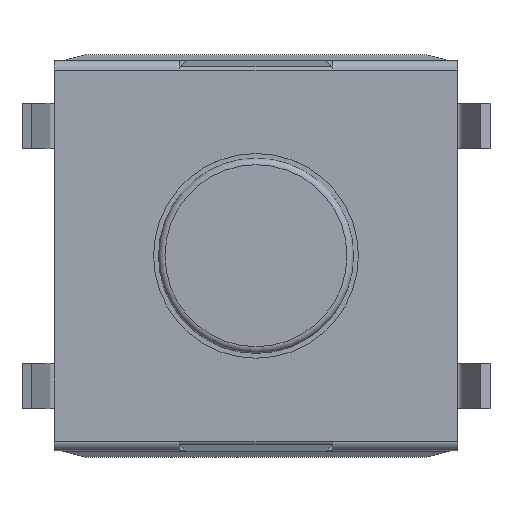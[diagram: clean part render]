
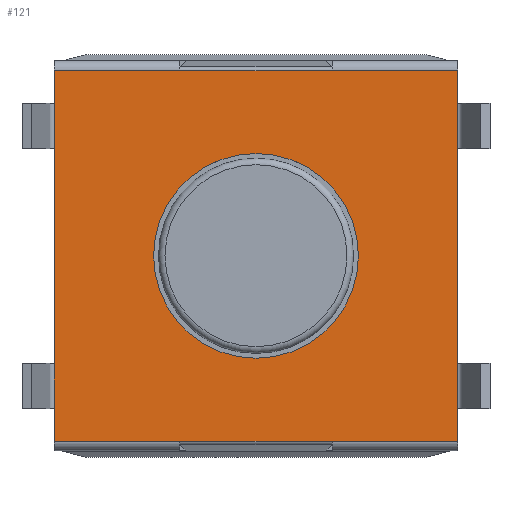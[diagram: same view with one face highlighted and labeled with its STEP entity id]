
A CAD part, top view. The second image highlights one B-rep face of the part: STEP entity #121.
In plain terms, the highlighted planar face has unit normal (0, 0, 1).
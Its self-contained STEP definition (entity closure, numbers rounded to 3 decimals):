
#121 = ADVANCED_FACE( '', ( #261, #262 ), #263, .F. );
#261 = FACE_BOUND( '', #471, .T. );
#262 = FACE_OUTER_BOUND( '', #472, .T. );
#263 = PLANE( '', #473 );
#471 = EDGE_LOOP( '', ( #877 ) );
#472 = EDGE_LOOP( '', ( #878, #879, #880, #881, #882, #883, #884, #885 ) );
#473 = AXIS2_PLACEMENT_3D( '', #886, #887, #888 );
#877 = ORIENTED_EDGE( '', *, *, #1520, .T. );
#878 = ORIENTED_EDGE( '', *, *, #1474, .T. );
#879 = ORIENTED_EDGE( '', *, *, #1521, .T. );
#880 = ORIENTED_EDGE( '', *, *, #1518, .F. );
#881 = ORIENTED_EDGE( '', *, *, #1522, .F. );
#882 = ORIENTED_EDGE( '', *, *, #1523, .F. );
#883 = ORIENTED_EDGE( '', *, *, #1524, .T. );
#884 = ORIENTED_EDGE( '', *, *, #1525, .T. );
#885 = ORIENTED_EDGE( '', *, *, #1438, .T. );
#886 = CARTESIAN_POINT( '', ( -3.1, -2.85, 2. ) );
#887 = DIRECTION( '', ( 0., 0., -1. ) );
#888 = DIRECTION( '', ( -1., 0., 0. ) );
#1438 = EDGE_CURVE( '', #1859, #1857, #1860, .T. );
#1474 = EDGE_CURVE( '', #1857, #1921, #1923, .T. );
#1518 = EDGE_CURVE( '', #1975, #1989, #1992, .F. );
#1520 = EDGE_CURVE( '', #1994, #1994, #1995, .T. );
#1521 = EDGE_CURVE( '', #1921, #1989, #1996, .T. );
#1522 = EDGE_CURVE( '', #1997, #1975, #1998, .F. );
#1523 = EDGE_CURVE( '', #1999, #1997, #2000, .T. );
#1524 = EDGE_CURVE( '', #1999, #2001, #2002, .T. );
#1525 = EDGE_CURVE( '', #2001, #1859, #2003, .T. );
#1857 = VERTEX_POINT( '', #3086 );
#1859 = VERTEX_POINT( '', #3088 );
#1860 = LINE( '', #3089, #3090 );
#1921 = VERTEX_POINT( '', #3180 );
#1923 = LINE( '', #3182, #3183 );
#1975 = VERTEX_POINT( '', #3261 );
#1989 = VERTEX_POINT( '', #3279 );
#1992 = LINE( '', #3284, #3285 );
#1994 = VERTEX_POINT( '', #3287 );
#1995 = CIRCLE( '', #3288, 1.575 );
#1996 = LINE( '', #3289, #3290 );
#1997 = VERTEX_POINT( '', #3291 );
#1998 = LINE( '', #3292, #3293 );
#1999 = VERTEX_POINT( '', #3294 );
#2000 = LINE( '', #3295, #3296 );
#2001 = VERTEX_POINT( '', #3297 );
#2002 = LINE( '', #3298, #3299 );
#2003 = LINE( '', #3300, #3301 );
#3086 = CARTESIAN_POINT( '', ( 3.1, -2.85, 2. ) );
#3088 = CARTESIAN_POINT( '', ( 1.175, -2.85, 2. ) );
#3089 = CARTESIAN_POINT( '', ( 1.175, -2.85, 2. ) );
#3090 = VECTOR( '', #3787, 1000. );
#3180 = CARTESIAN_POINT( '', ( 3.1, 2.85, 2. ) );
#3182 = CARTESIAN_POINT( '', ( 3.1, -2.85, 2. ) );
#3183 = VECTOR( '', #3826, 1000. );
#3261 = CARTESIAN_POINT( '', ( -1.175, 2.85, 2. ) );
#3279 = CARTESIAN_POINT( '', ( 1.175, 2.85, 2. ) );
#3284 = CARTESIAN_POINT( '', ( -3.1, 2.85, 2. ) );
#3285 = VECTOR( '', #3874, 1000. );
#3287 = CARTESIAN_POINT( '', ( -1.575, 0., 2. ) );
#3288 = AXIS2_PLACEMENT_3D( '', #3875, #3876, #3877 );
#3289 = CARTESIAN_POINT( '', ( 3.1, 2.85, 2. ) );
#3290 = VECTOR( '', #3878, 1000. );
#3291 = CARTESIAN_POINT( '', ( -3.1, 2.85, 2. ) );
#3292 = CARTESIAN_POINT( '', ( -3.1, 2.85, 2. ) );
#3293 = VECTOR( '', #3879, 1000. );
#3294 = CARTESIAN_POINT( '', ( -3.1, -2.85, 2. ) );
#3295 = CARTESIAN_POINT( '', ( -3.1, -2.85, 2. ) );
#3296 = VECTOR( '', #3880, 1000. );
#3297 = CARTESIAN_POINT( '', ( -1.175, -2.85, 2. ) );
#3298 = CARTESIAN_POINT( '', ( -3.1, -2.85, 2. ) );
#3299 = VECTOR( '', #3881, 1000. );
#3300 = CARTESIAN_POINT( '', ( -3.1, -2.85, 2. ) );
#3301 = VECTOR( '', #3882, 1000. );
#3787 = DIRECTION( '', ( 1., 0., 0. ) );
#3826 = DIRECTION( '', ( 0., 1., 0. ) );
#3874 = DIRECTION( '', ( -1., 0., 0. ) );
#3875 = CARTESIAN_POINT( '', ( 0., 0., 2. ) );
#3876 = DIRECTION( '', ( 0., 0., -1. ) );
#3877 = DIRECTION( '', ( -1., 0., 0. ) );
#3878 = DIRECTION( '', ( -1., 0., 0. ) );
#3879 = DIRECTION( '', ( -1., 0., 0. ) );
#3880 = DIRECTION( '', ( 0., 1., 0. ) );
#3881 = DIRECTION( '', ( 1., 0., 0. ) );
#3882 = DIRECTION( '', ( 1., 0., 0. ) );
